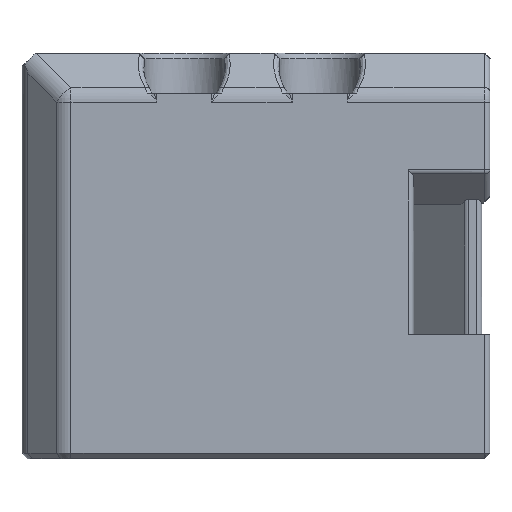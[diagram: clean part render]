
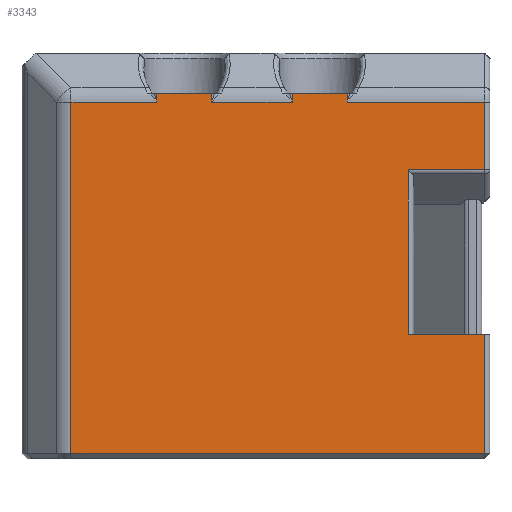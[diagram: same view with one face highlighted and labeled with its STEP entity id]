
A CAD part, front view. The second image highlights one B-rep face of the part: STEP entity #3343.
In plain terms, the highlighted planar face has unit normal (0, -1, 0).
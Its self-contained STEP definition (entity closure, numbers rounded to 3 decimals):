
#164=PLANE('',#3661);
#435=FACE_OUTER_BOUND('',#638,.T.);
#638=EDGE_LOOP('',(#2711,#2712,#2713,#2714,#2715,#2716,#2717,#2718,#2719,
#2720,#2721,#2722,#2723,#2724,#2725,#2726));
#1017=LINE('',#6087,#1250);
#1018=LINE('',#6092,#1251);
#1019=LINE('',#6095,#1252);
#1020=LINE('',#6097,#1253);
#1022=LINE('',#6100,#1255);
#1023=LINE('',#6104,#1256);
#1024=LINE('',#6143,#1257);
#1037=LINE('',#6740,#1270);
#1041=LINE('',#6829,#1274);
#1045=LINE('',#6917,#1278);
#1046=LINE('',#6918,#1279);
#1047=LINE('',#6920,#1280);
#1048=LINE('',#6922,#1281);
#1049=LINE('',#6924,#1282);
#1050=LINE('',#6926,#1283);
#1051=LINE('',#6927,#1284);
#1250=VECTOR('',#4287,1000.);
#1251=VECTOR('',#4292,1000.);
#1252=VECTOR('',#4297,1000.);
#1253=VECTOR('',#4300,1000.);
#1255=VECTOR('',#4304,1000.);
#1256=VECTOR('',#4309,1000.);
#1257=VECTOR('',#4312,1000.);
#1270=VECTOR('',#4371,1000.);
#1274=VECTOR('',#4379,1000.);
#1278=VECTOR('',#4391,1000.);
#1279=VECTOR('',#4392,1000.);
#1280=VECTOR('',#4393,1000.);
#1281=VECTOR('',#4394,1000.);
#1282=VECTOR('',#4395,1000.);
#1283=VECTOR('',#4396,1000.);
#1284=VECTOR('',#4397,1000.);
#1420=VERTEX_POINT('',#4941);
#1421=VERTEX_POINT('',#4945);
#1454=VERTEX_POINT('',#5559);
#1473=VERTEX_POINT('',#5872);
#1528=VERTEX_POINT('',#6085);
#1529=VERTEX_POINT('',#6089);
#1530=VERTEX_POINT('',#6091);
#1531=VERTEX_POINT('',#6102);
#1533=VERTEX_POINT('',#6107);
#1534=VERTEX_POINT('',#6142);
#1554=VERTEX_POINT('',#6828);
#1560=VERTEX_POINT('',#6916);
#1561=VERTEX_POINT('',#6919);
#1562=VERTEX_POINT('',#6921);
#1563=VERTEX_POINT('',#6923);
#1564=VERTEX_POINT('',#6925);
#1919=EDGE_CURVE('',#1473,#1528,#1017,.T.);
#1921=EDGE_CURVE('',#1530,#1529,#1018,.T.);
#1923=EDGE_CURVE('',#1529,#1420,#1019,.T.);
#1924=EDGE_CURVE('',#1420,#1421,#1020,.T.);
#1926=EDGE_CURVE('',#1421,#1454,#1022,.T.);
#1928=EDGE_CURVE('',#1454,#1531,#1023,.T.);
#1930=EDGE_CURVE('',#1534,#1533,#1024,.T.);
#1966=EDGE_CURVE('',#1534,#1531,#1037,.T.);
#1972=EDGE_CURVE('',#1533,#1554,#1041,.T.);
#1980=EDGE_CURVE('',#1560,#1473,#1045,.T.);
#1981=EDGE_CURVE('',#1528,#1530,#1046,.T.);
#1982=EDGE_CURVE('',#1554,#1561,#1047,.T.);
#1983=EDGE_CURVE('',#1562,#1561,#1048,.T.);
#1984=EDGE_CURVE('',#1562,#1563,#1049,.T.);
#1985=EDGE_CURVE('',#1563,#1564,#1050,.T.);
#1986=EDGE_CURVE('',#1564,#1560,#1051,.T.);
#2711=ORIENTED_EDGE('',*,*,#1980,.T.);
#2712=ORIENTED_EDGE('',*,*,#1919,.T.);
#2713=ORIENTED_EDGE('',*,*,#1981,.T.);
#2714=ORIENTED_EDGE('',*,*,#1921,.T.);
#2715=ORIENTED_EDGE('',*,*,#1923,.T.);
#2716=ORIENTED_EDGE('',*,*,#1924,.T.);
#2717=ORIENTED_EDGE('',*,*,#1926,.T.);
#2718=ORIENTED_EDGE('',*,*,#1928,.T.);
#2719=ORIENTED_EDGE('',*,*,#1966,.F.);
#2720=ORIENTED_EDGE('',*,*,#1930,.T.);
#2721=ORIENTED_EDGE('',*,*,#1972,.T.);
#2722=ORIENTED_EDGE('',*,*,#1982,.T.);
#2723=ORIENTED_EDGE('',*,*,#1983,.F.);
#2724=ORIENTED_EDGE('',*,*,#1984,.T.);
#2725=ORIENTED_EDGE('',*,*,#1985,.T.);
#2726=ORIENTED_EDGE('',*,*,#1986,.T.);
#3343=ADVANCED_FACE('',(#435),#164,.F.);
#3661=AXIS2_PLACEMENT_3D('',#6915,#4389,#4390);
#4287=DIRECTION('',(0.,0.,1.));
#4292=DIRECTION('',(0.,0.,1.));
#4297=DIRECTION('',(1.,0.,0.));
#4300=DIRECTION('',(0.,0.,1.));
#4304=DIRECTION('',(-1.,0.,0.));
#4309=DIRECTION('',(0.,0.,1.));
#4312=DIRECTION('',(0.,0.,-1.));
#4371=DIRECTION('',(1.,0.,0.));
#4379=DIRECTION('',(-1.,0.,0.));
#4389=DIRECTION('center_axis',(0.,1.,0.));
#4390=DIRECTION('ref_axis',(-1.,0.,0.));
#4391=DIRECTION('',(1.,0.,0.));
#4392=DIRECTION('',(-1.,0.,0.));
#4393=DIRECTION('',(0.,0.,1.));
#4394=DIRECTION('',(1.,0.,0.));
#4395=DIRECTION('',(0.,0.,-1.));
#4396=DIRECTION('',(-1.,0.,0.));
#4397=DIRECTION('',(0.,0.,-1.));
#4941=CARTESIAN_POINT('',(6.244,48.477,-71.93));
#4945=CARTESIAN_POINT('',(6.244,48.477,-66.917));
#5559=CARTESIAN_POINT('',(-3.925,48.477,-66.917));
#5872=CARTESIAN_POINT('',(6.244,48.477,-92.895));
#6085=CARTESIAN_POINT('',(6.244,48.477,-84.095));
#6087=CARTESIAN_POINT('',(6.244,48.477,-69.026));
#6089=CARTESIAN_POINT('',(0.598,48.477,-71.93));
#6091=CARTESIAN_POINT('',(0.598,48.477,-84.095));
#6092=CARTESIAN_POINT('',(0.598,48.477,-78.396));
#6095=CARTESIAN_POINT('',(4.545,48.477,-71.93));
#6097=CARTESIAN_POINT('',(6.244,48.477,-69.026));
#6100=CARTESIAN_POINT('',(-3.212,48.477,-66.917));
#6102=CARTESIAN_POINT('',(-3.925,48.477,-66.295));
#6104=CARTESIAN_POINT('',(-3.925,48.477,-66.295));
#6107=CARTESIAN_POINT('',(-7.987,48.477,-66.917));
#6142=CARTESIAN_POINT('',(-7.987,48.477,-66.295));
#6143=CARTESIAN_POINT('',(-7.987,48.477,-66.295));
#6740=CARTESIAN_POINT('',(-4.805,48.477,-66.295));
#6828=CARTESIAN_POINT('',(-13.925,48.477,-66.917));
#6829=CARTESIAN_POINT('',(-3.212,48.477,-66.917));
#6915=CARTESIAN_POINT('Origin',(4.045,48.477,-72.896));
#6916=CARTESIAN_POINT('',(-24.335,48.477,-92.895));
#6917=CARTESIAN_POINT('',(4.845,48.477,-92.895));
#6918=CARTESIAN_POINT('',(-0.905,48.477,-84.095));
#6919=CARTESIAN_POINT('',(-13.925,48.477,-66.295));
#6920=CARTESIAN_POINT('',(-13.925,48.477,-66.295));
#6921=CARTESIAN_POINT('',(-17.987,48.477,-66.295));
#6922=CARTESIAN_POINT('',(1.195,48.477,-66.295));
#6923=CARTESIAN_POINT('',(-17.987,48.477,-66.917));
#6924=CARTESIAN_POINT('',(-17.987,48.477,-66.295));
#6925=CARTESIAN_POINT('',(-24.335,48.477,-66.917));
#6926=CARTESIAN_POINT('',(2.788,48.477,-66.917));
#6927=CARTESIAN_POINT('',(-24.335,48.477,-77.744));
